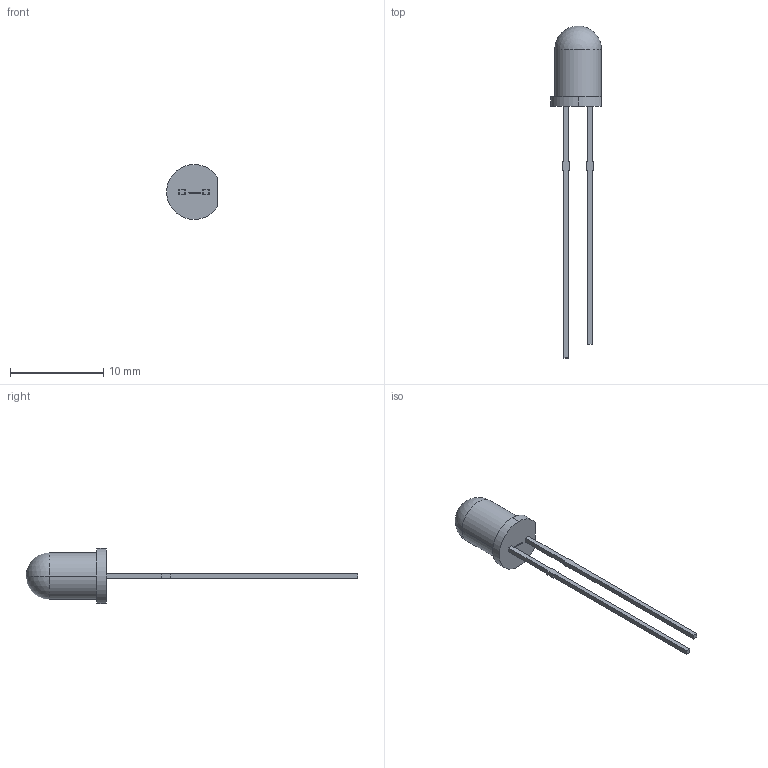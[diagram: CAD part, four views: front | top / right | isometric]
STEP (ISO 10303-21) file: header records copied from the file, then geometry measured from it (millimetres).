
FILE_DESCRIPTION (( 'STEP AP214' ), '1' );
FILE_NAME ('XLxx12.STEP', '2015-09-01T21:51:01', ( '' ), ( '' ), 'SwSTEP 2.0', 'SolidWorks 2012', '' );
FILE_SCHEMA (( 'AUTOMOTIVE_DESIGN' ));
Length unit declared in the file: millimetre
Products named in the file (1): XLxx12
Bounding box: 5.45 x 35.6 x 5.9 mm (x, y, z)
Volume: 172.6 mm3; surface area: 277.1 mm2
Topology: 1 solids, 1 shells, 213 faces, 580 edges, 385 vertices
Faces by surface type: plane 137, bspline 69, cylinder 5, sphere 2
Entity records: 10364 total; most frequent: CARTESIAN_POINT 5010, ORIENTED_EDGE 1152, DIRECTION 740, EDGE_CURVE 576, VECTOR 426, LINE 426, VERTEX_POINT 383, EDGE_LOOP 231
